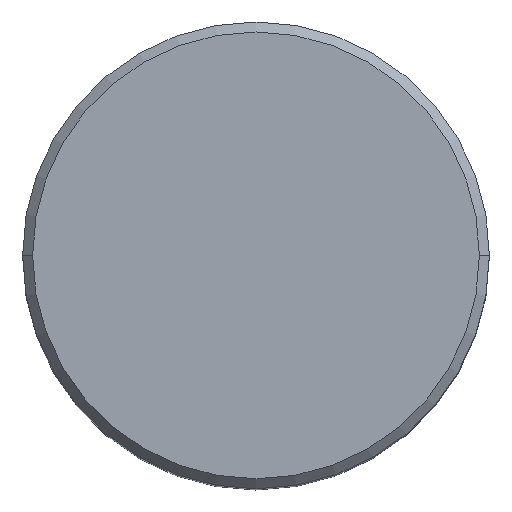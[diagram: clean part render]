
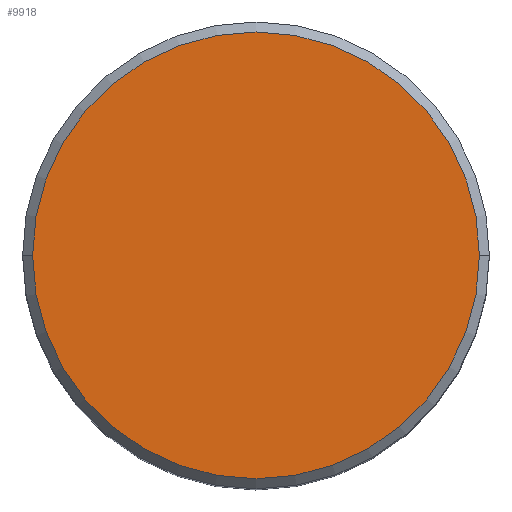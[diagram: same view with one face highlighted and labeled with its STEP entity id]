
A CAD part, top view. The second image highlights one B-rep face of the part: STEP entity #9918.
In plain terms, the highlighted planar face has unit normal (0, 0, 1).
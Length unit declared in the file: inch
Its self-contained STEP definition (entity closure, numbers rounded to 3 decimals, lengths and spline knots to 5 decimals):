
#3163 = CARTESIAN_POINT ( 'NONE',  ( -2.45081, 0.8471, 2.11775 ) ) ;
#3759 = EDGE_CURVE ( 'NONE', #21929, #11298, #18544, .T. ) ;
#3917 = AXIS2_PLACEMENT_3D ( 'NONE', #3163, #8869, #14975 ) ;
#4070 = AXIS2_PLACEMENT_3D ( 'NONE', #14562, #14894, #8773 ) ;
#7804 = CARTESIAN_POINT ( 'NONE',  ( -3.12081, 0.8471, 2.11775 ) ) ;
#8205 = CARTESIAN_POINT ( 'NONE',  ( -1.78081, 0.8471, 2.11775 ) ) ;
#8773 = DIRECTION ( 'NONE',  ( 0., -1., 0. ) ) ;
#8867 = PLANE ( 'NONE',  #4070 ) ;
#8869 = DIRECTION ( 'NONE',  ( 0., 0., 1. ) ) ;
#9918 = ADVANCED_FACE ( 'NONE', ( #20240 ), #8867, .T. ) ;
#10606 = EDGE_CURVE ( 'NONE', #11298, #21929, #22308, .T. ) ;
#11298 = VERTEX_POINT ( 'NONE', #7804 ) ;
#11327 = DIRECTION ( 'NONE',  ( 0., 0., 1. ) ) ;
#12282 = EDGE_LOOP ( 'NONE', ( #17097, #23807 ) ) ;
#14562 = CARTESIAN_POINT ( 'NONE',  ( -2.45081, 1.48771, 2.11775 ) ) ;
#14894 = DIRECTION ( 'NONE',  ( 0., 0., 1. ) ) ;
#14975 = DIRECTION ( 'NONE',  ( 0., -1., 0. ) ) ;
#15212 = AXIS2_PLACEMENT_3D ( 'NONE', #22890, #11327, #24858 ) ;
#17097 = ORIENTED_EDGE ( 'NONE', *, *, #10606, .T. ) ;
#18544 = CIRCLE ( 'NONE', #15212, 0.67 ) ;
#20240 = FACE_OUTER_BOUND ( 'NONE', #12282, .T. ) ;
#21929 = VERTEX_POINT ( 'NONE', #8205 ) ;
#22308 = CIRCLE ( 'NONE', #3917, 0.67 ) ;
#22890 = CARTESIAN_POINT ( 'NONE',  ( -2.45081, 0.8471, 2.11775 ) ) ;
#23807 = ORIENTED_EDGE ( 'NONE', *, *, #3759, .T. ) ;
#24858 = DIRECTION ( 'NONE',  ( 0., -1., 0. ) ) ;
